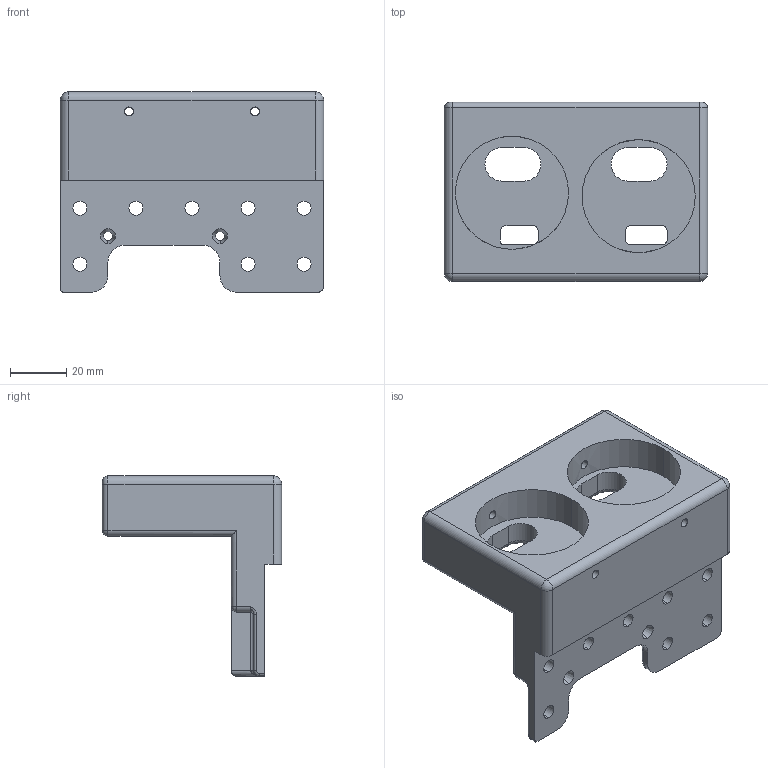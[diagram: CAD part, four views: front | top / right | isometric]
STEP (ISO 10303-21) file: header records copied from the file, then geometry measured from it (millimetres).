
FILE_DESCRIPTION (( 'STEP AP214' ), '1' );
FILE_NAME ('Sensorbox_small_64.STEP', '2024-11-24T10:54:30', ( '' ), ( '' ), 'SwSTEP 2.0', 'SolidWorks 2021', '' );
FILE_SCHEMA (( 'AUTOMOTIVE_DESIGN' ));
Length unit declared in the file: millimetre
Products named in the file (1): Sensorbox_small_64
Bounding box: 94 x 64 x 71.5 mm (x, y, z)
Volume: 118291.2 mm3; surface area: 32567.1 mm2
Topology: 1 solids, 1 shells, 166 faces, 425 edges, 260 vertices
Faces by surface type: cylinder 83, plane 56, torus 15, sphere 6, cone 4, bspline 2
Entity records: 5350 total; most frequent: CARTESIAN_POINT 1172, DIRECTION 904, ORIENTED_EDGE 834, EDGE_CURVE 417, AXIS2_PLACEMENT_3D 338, VERTEX_POINT 260, VECTOR 228, LINE 228
